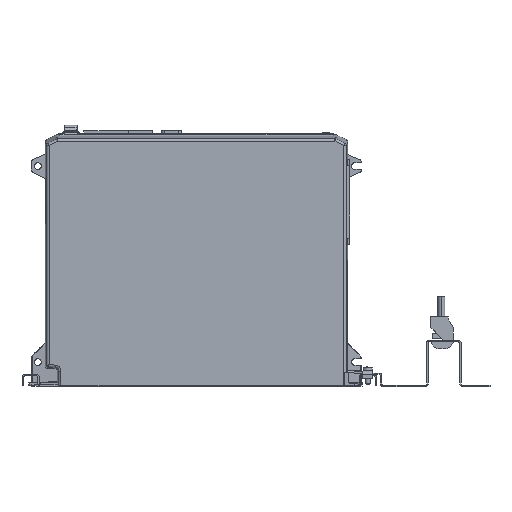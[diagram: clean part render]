
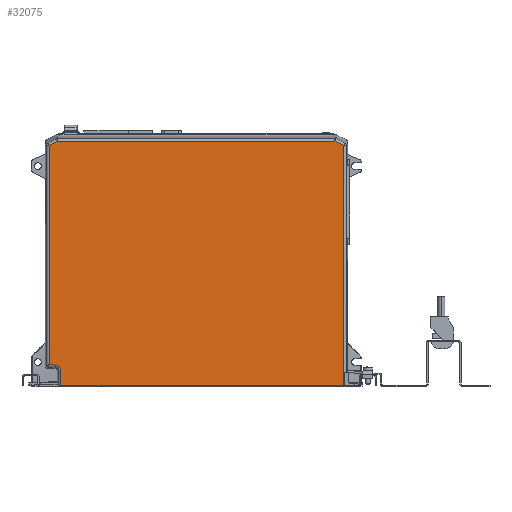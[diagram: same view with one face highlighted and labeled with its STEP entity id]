
A CAD part, left-side view. The second image highlights one B-rep face of the part: STEP entity #32075.
In plain terms, the highlighted planar face has unit normal (-1, 0, 0).
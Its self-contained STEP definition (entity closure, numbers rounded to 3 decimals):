
#921 = VERTEX_POINT ( 'NONE', #48507 ) ;
#2739 = VERTEX_POINT ( 'NONE', #34080 ) ;
#3138 = CARTESIAN_POINT ( 'NONE',  ( -44.5, -18.182, 0. ) ) ;
#3865 = VECTOR ( 'NONE', #19051, 1000. ) ;
#4275 = VECTOR ( 'NONE', #42246, 1000. ) ;
#4554 = VERTEX_POINT ( 'NONE', #20002 ) ;
#5125 = CARTESIAN_POINT ( 'NONE',  ( -44.5, -255.921, 212.011 ) ) ;
#5238 = VERTEX_POINT ( 'NONE', #32006 ) ;
#7433 = ORIENTED_EDGE ( 'NONE', *, *, #8368, .F. ) ;
#7927 = ORIENTED_EDGE ( 'NONE', *, *, #11494, .F. ) ;
#8291 = ORIENTED_EDGE ( 'NONE', *, *, #25449, .F. ) ;
#8309 = CARTESIAN_POINT ( 'NONE',  ( -44.5, -267.001, 212.011 ) ) ;
#8368 = EDGE_CURVE ( 'NONE', #921, #33974, #13138, .T. ) ;
#8636 = CARTESIAN_POINT ( 'NONE',  ( -44.5, -18.182, 0. ) ) ;
#8966 = CARTESIAN_POINT ( 'NONE',  ( -44.5, -13.289, 17.917 ) ) ;
#9333 = ORIENTED_EDGE ( 'NONE', *, *, #33926, .F. ) ;
#9904 = DIRECTION ( 'NONE',  ( 0., -0.906, 0.423 ) ) ;
#9917 = EDGE_CURVE ( 'NONE', #33974, #37539, #12054, .T. ) ;
#11494 = EDGE_CURVE ( 'NONE', #45546, #4554, #16803, .T. ) ;
#11860 = ORIENTED_EDGE ( 'NONE', *, *, #16320, .F. ) ;
#12054 = LINE ( 'NONE', #8309, #3865 ) ;
#12821 = CARTESIAN_POINT ( 'NONE',  ( -44.5, -15.581, 212.011 ) ) ;
#13138 = LINE ( 'NONE', #24596, #18367 ) ;
#14154 = LINE ( 'NONE', #28854, #22746 ) ;
#14884 = CARTESIAN_POINT ( 'NONE',  ( -44.5, -263.582, 208.438 ) ) ;
#16320 = EDGE_CURVE ( 'NONE', #41761, #48549, #29290, .T. ) ;
#16324 = CARTESIAN_POINT ( 'NONE',  ( -44.5, -263.582, 0. ) ) ;
#16535 = DIRECTION ( 'NONE',  ( 0., -1., 0. ) ) ;
#16562 = DIRECTION ( 'NONE',  ( 0., 0., -1. ) ) ;
#16803 = LINE ( 'NONE', #16324, #27423 ) ;
#18367 = VECTOR ( 'NONE', #9904, 1000. ) ;
#19051 = DIRECTION ( 'NONE',  ( 0., -1., 0. ) ) ;
#20002 = CARTESIAN_POINT ( 'NONE',  ( -44.5, -263.582, 0. ) ) ;
#21661 = VECTOR ( 'NONE', #24161, 1000. ) ;
#21848 = CARTESIAN_POINT ( 'NONE',  ( -44.5, -255.921, 212.011 ) ) ;
#21875 = ORIENTED_EDGE ( 'NONE', *, *, #28858, .F. ) ;
#22301 = LINE ( 'NONE', #48702, #34709 ) ;
#22746 = VECTOR ( 'NONE', #44023, 1000. ) ;
#24161 = DIRECTION ( 'NONE',  ( 0., 0.998, 0.061 ) ) ;
#24596 = CARTESIAN_POINT ( 'NONE',  ( -44.5, -7.92, 208.438 ) ) ;
#25449 = EDGE_CURVE ( 'NONE', #4554, #41761, #14154, .T. ) ;
#25792 = EDGE_CURVE ( 'NONE', #2739, #921, #22301, .T. ) ;
#27042 = LINE ( 'NONE', #5125, #4275 ) ;
#27423 = VECTOR ( 'NONE', #16562, 1000. ) ;
#28854 = CARTESIAN_POINT ( 'NONE',  ( -44.5, -267.001, 0. ) ) ;
#28858 = EDGE_CURVE ( 'NONE', #48549, #5238, #43690, .T. ) ;
#29290 = LINE ( 'NONE', #3138, #47481 ) ;
#30490 = EDGE_LOOP ( 'NONE', ( #11860, #8291, #7927, #9333, #32768, #7433, #38662, #42166, #21875 ) ) ;
#30626 = EDGE_CURVE ( 'NONE', #5238, #2739, #39124, .T. ) ;
#31495 = PLANE ( 'NONE',  #35100 ) ;
#32006 = CARTESIAN_POINT ( 'NONE',  ( -44.5, -13.289, 17.917 ) ) ;
#32075 = ADVANCED_FACE ( 'NONE', ( #39193 ), #31495, .F. ) ;
#32768 = ORIENTED_EDGE ( 'NONE', *, *, #9917, .F. ) ;
#33926 = EDGE_CURVE ( 'NONE', #37539, #45546, #27042, .T. ) ;
#33974 = VERTEX_POINT ( 'NONE', #12821 ) ;
#34080 = CARTESIAN_POINT ( 'NONE',  ( -44.5, -7.92, 18.245 ) ) ;
#34709 = VECTOR ( 'NONE', #41461, 1000. ) ;
#35100 = AXIS2_PLACEMENT_3D ( 'NONE', #38689, #43410, #16535 ) ;
#36350 = CARTESIAN_POINT ( 'NONE',  ( -44.5, -18.182, 15.622 ) ) ;
#37311 = CARTESIAN_POINT ( 'NONE',  ( -44.5, -18.182, 12.716 ) ) ;
#37539 = VERTEX_POINT ( 'NONE', #21848 ) ;
#38662 = ORIENTED_EDGE ( 'NONE', *, *, #25792, .F. ) ;
#38689 = CARTESIAN_POINT ( 'NONE',  ( -44.5, -267.001, 0. ) ) ;
#39124 = LINE ( 'NONE', #8966, #21661 ) ;
#39193 = FACE_OUTER_BOUND ( 'NONE', #30490, .T. ) ;
#40249 = DIRECTION ( 'NONE',  ( 0., 0., 1. ) ) ;
#41461 = DIRECTION ( 'NONE',  ( 0., 0., 1. ) ) ;
#41761 = VERTEX_POINT ( 'NONE', #8636 ) ;
#42166 = ORIENTED_EDGE ( 'NONE', *, *, #30626, .F. ) ;
#42246 = DIRECTION ( 'NONE',  ( 0., -0.906, -0.423 ) ) ;
#43410 = DIRECTION ( 'NONE',  ( 1., 0., 0. ) ) ;
#43690 =( BOUNDED_CURVE ( )  B_SPLINE_CURVE ( 3, ( #47795, #36350, #48771, #44537 ),
 .UNSPECIFIED., .F., .T. ) 
 B_SPLINE_CURVE_WITH_KNOTS ( ( 4, 4 ),
 ( 0., 1. ),
 .UNSPECIFIED. ) 
 CURVE ( )  GEOMETRIC_REPRESENTATION_ITEM ( )  RATIONAL_B_SPLINE_CURVE ( ( 1., 0.819, 0.819, 1. ) ) 
 REPRESENTATION_ITEM ( '' )  );
#44023 = DIRECTION ( 'NONE',  ( 0., 1., 0. ) ) ;
#44537 = CARTESIAN_POINT ( 'NONE',  ( -44.5, -13.289, 17.917 ) ) ;
#45546 = VERTEX_POINT ( 'NONE', #14884 ) ;
#47481 = VECTOR ( 'NONE', #40249, 1000. ) ;
#47795 = CARTESIAN_POINT ( 'NONE',  ( -44.5, -18.182, 12.716 ) ) ;
#48507 = CARTESIAN_POINT ( 'NONE',  ( -44.5, -7.92, 208.438 ) ) ;
#48549 = VERTEX_POINT ( 'NONE', #37311 ) ;
#48702 = CARTESIAN_POINT ( 'NONE',  ( -44.5, -7.92, 0. ) ) ;
#48771 = CARTESIAN_POINT ( 'NONE',  ( -44.5, -16.191, 17.739 ) ) ;
